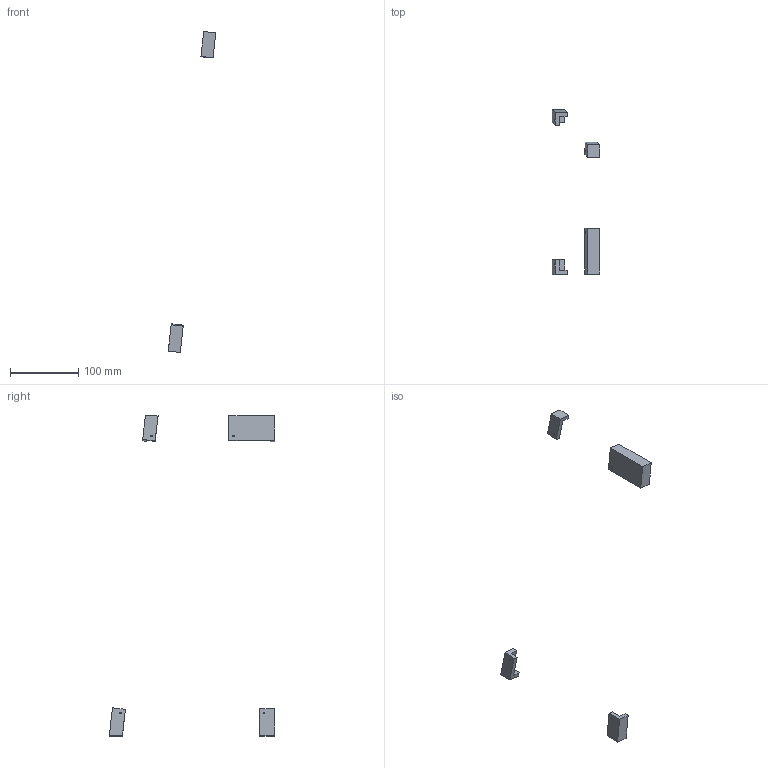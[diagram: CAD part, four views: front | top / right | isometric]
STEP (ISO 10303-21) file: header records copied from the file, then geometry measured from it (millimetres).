
FILE_DESCRIPTION (( 'STEP AP214' ), '1' );
FILE_NAME ('Jigs DEFG.STEP', '2025-12-22T05:39:00', ( '' ), ( '' ), 'SwSTEP 2.0', 'SolidWorks 2025', '' );
FILE_SCHEMA (( 'AUTOMOTIVE_DESIGN' ));
Length unit declared in the file: inch
Products named in the file (1): Jigs DEFG
Bounding box: 69.72 x 242.13 x 470.38 mm (x, y, z)
Volume: 48259.2 mm3; surface area: 19501.7 mm2
Topology: 4 solids, 4 shells, 45 faces, 111 edges, 74 vertices
Faces by surface type: plane 37, cylinder 8
Entity records: 1397 total; most frequent: CARTESIAN_POINT 231, ORIENTED_EDGE 222, DIRECTION 219, EDGE_CURVE 111, VECTOR 95, LINE 95, VERTEX_POINT 74, AXIS2_PLACEMENT_3D 62
